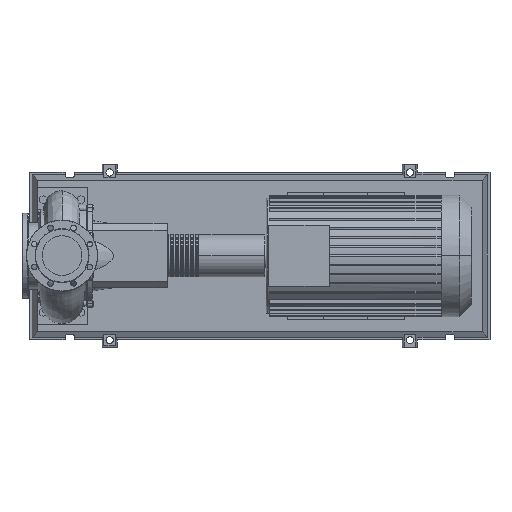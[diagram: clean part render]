
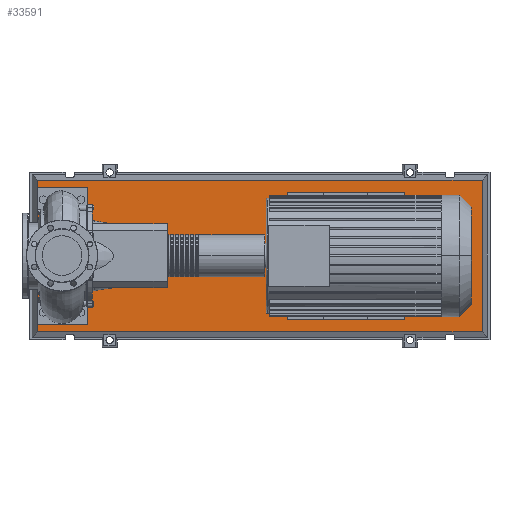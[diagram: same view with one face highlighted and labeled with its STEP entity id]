
A CAD part, top view. The second image highlights one B-rep face of the part: STEP entity #33591.
In plain terms, the highlighted planar face has unit normal (0, 0, 1).
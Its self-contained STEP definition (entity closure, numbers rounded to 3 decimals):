
#33272=CARTESIAN_POINT('',(1678.185,-303.185,123.0));
#33273=VERTEX_POINT('',#33272);
#33280=CARTESIAN_POINT('',(-98.185,-303.185,123.0));
#33281=VERTEX_POINT('',#33280);
#33282=CARTESIAN_POINT('',(1678.185,-303.185,123.0));
#33283=DIRECTION('',(-1.0,0.0,0.0));
#33284=VECTOR('',#33283,1776.37);
#33285=LINE('',#33282,#33284);
#33286=EDGE_CURVE('',#33273,#33281,#33285,.T.);
#33504=CARTESIAN_POINT('',(1678.185,303.185,123.0));
#33505=VERTEX_POINT('',#33504);
#33506=CARTESIAN_POINT('',(1678.185,303.185,123.0));
#33507=DIRECTION('',(0.0,-1.0,0.0));
#33508=VECTOR('',#33507,606.37);
#33509=LINE('',#33506,#33508);
#33510=EDGE_CURVE('',#33505,#33273,#33509,.T.);
#33528=CARTESIAN_POINT('',(-98.185,303.185,123.0));
#33529=VERTEX_POINT('',#33528);
#33530=CARTESIAN_POINT('',(-98.185,-303.185,123.0));
#33531=DIRECTION('',(0.0,1.0,0.0));
#33532=VECTOR('',#33531,606.37);
#33533=LINE('',#33530,#33532);
#33534=EDGE_CURVE('',#33281,#33529,#33533,.T.);
#33567=CARTESIAN_POINT('',(-98.185,303.185,123.0));
#33568=DIRECTION('',(1.0,0.0,0.0));
#33569=VECTOR('',#33568,1776.37);
#33570=LINE('',#33567,#33569);
#33571=EDGE_CURVE('',#33529,#33505,#33570,.T.);
#33580=CARTESIAN_POINT('',(790.,0.,123.0));
#33581=DIRECTION('',(0.0,0.0,1.0));
#33582=DIRECTION('',(1.0,0.0,0.0));
#33583=AXIS2_PLACEMENT_3D('',#33580,#33581,#33582);
#33584=PLANE('',#33583);
#33585=ORIENTED_EDGE('',*,*,#33510,.F.);
#33586=ORIENTED_EDGE('',*,*,#33571,.F.);
#33587=ORIENTED_EDGE('',*,*,#33534,.F.);
#33588=ORIENTED_EDGE('',*,*,#33286,.F.);
#33589=EDGE_LOOP('',(#33585,#33586,#33587,#33588));
#33590=FACE_OUTER_BOUND('',#33589,.T.);
#33591=ADVANCED_FACE('',(#33590),#33584,.T.);
